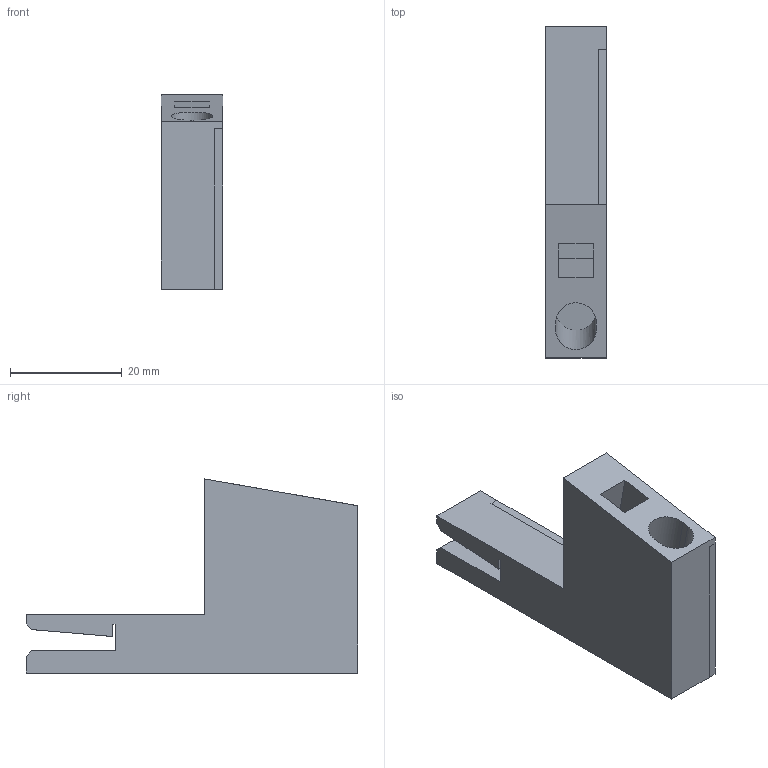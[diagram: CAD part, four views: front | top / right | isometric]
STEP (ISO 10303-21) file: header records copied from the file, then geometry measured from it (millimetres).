
FILE_DESCRIPTION(('STEP AP214'),'1');
FILE_NAME('cctmp_A1325E7B-92D4-435B-8B97-15441CE2A502_2023_07_18_13_15_08_0959..stp','2023-07-18T11:15:09',('SIEMENS A&D'),('CADClick - www.CADClick.com'),'Spatial InterOp 3D postprocessed',' ','unknown authorization');
FILE_SCHEMA(('AUTOMOTIVE_DESIGN'));
Length unit declared in the file: millimetre
Products named in the file (3): cc_unnamed; 2023_07_18_13_15_08_0943; 2023_07_18_13_15_08_0912
Assembly tree (2 placements, depth 2):
  cc_unnamed
    2023_07_18_13_15_08_0943
    2023_07_18_13_15_08_0912
Bounding box: 11 x 59.5 x 34.8 mm (x, y, z)
Volume: 11179.9 mm3; surface area: 8052.5 mm2
Topology: 2 solids, 2 shells, 46 faces, 120 edges, 80 vertices
Faces by surface type: plane 44, cylinder 2
Entity records: 2406 total; most frequent: CARTESIAN_POINT 249, STYLED_ITEM 248, PRESENTATION_STYLE_ASSIGNMENT 248, ORIENTED_EDGE 240, DIRECTION 222, EDGE_CURVE 120, CURVE_STYLE 120, DRAUGHTING_PRE_DEFINED_CURVE_FONT 120
